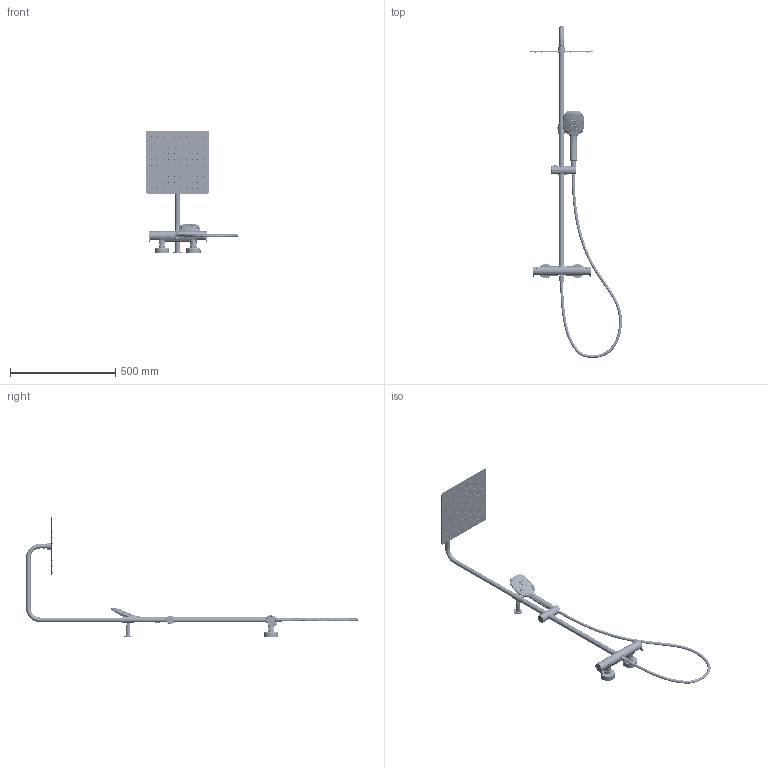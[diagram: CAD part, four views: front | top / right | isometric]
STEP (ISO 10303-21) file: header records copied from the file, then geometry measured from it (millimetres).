
FILE_DESCRIPTION (( 'STEP AP203' ), '1' );
FILE_NAME ('94DP11972.STEP', '2025-09-02T09:14:05', ( '' ), ( '' ), 'SwSTEP 2.0', 'SolidWorks 2021', '' );
FILE_SCHEMA (( 'CONFIG_CONTROL_DESIGN' ));
Products named in the file (1): 94DP11972
Bounding box: 436.57 x 1577.2 x 583.4 mm (x, y, z)
Volume: 1147353.1 mm3; surface area: 1014661.6 mm2
Topology: 135 solids, 135 shells, 6295 faces, 15671 edges, 10124 vertices
Faces by surface type: bspline 3092, cylinder 1370, plane 1307, cone 468, torus 52, sphere 6
Full cylindrical faces by diameter (mm): 1.5 x100, 1.7 x102, 2 x1, 2.3 x1, 3.1 x154, 3.3 x103, 3.6 x50, 4 x1, 4.15 x2, 4.4 x50, 4.5 x2, 4.65 x2, 5 x101, 5.8 x8, 6 x1, 6.2 x1, 7 x1, 7.5 x1, 7.8 x1, 8 x1, 8.9 x1, 10 x102, 10.5 x1, 11 x6, 12 x1, 12.8 x2, 13.4 x1, 13.8 x1, 14 x2, 14.1 x1
Entity records: 485317 total; most frequent: CARTESIAN_POINT 378056, ORIENTED_EDGE 24202, DIRECTION 13185, EDGE_CURVE 12101, EDGE_LOOP 9971, VERTEX_POINT 9102, FACE_OUTER_BOUND 8376, B_SPLINE_CURVE_WITH_KNOTS 6594
